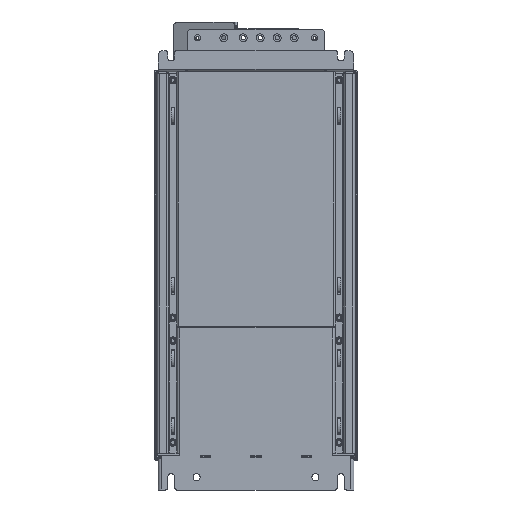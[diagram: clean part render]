
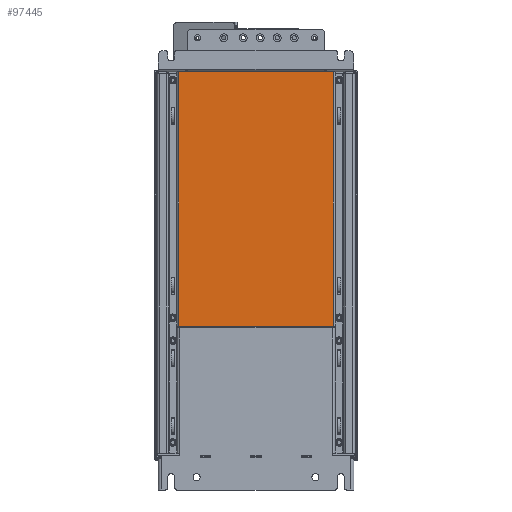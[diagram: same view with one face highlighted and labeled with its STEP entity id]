
A CAD part, front view. The second image highlights one B-rep face of the part: STEP entity #97445.
In plain terms, the highlighted planar face has unit normal (0, -1, 0).
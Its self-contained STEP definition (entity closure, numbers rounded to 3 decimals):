
#2001=DIRECTION('',(-1.,0.,0.));
#2002=VECTOR('',#2001,182.);
#2003=CARTESIAN_POINT('',(91.,0.,-74.));
#2004=LINE('',#2003,#2002);
#2005=DIRECTION('',(1.,0.,0.));
#2006=VECTOR('',#2005,182.);
#2007=CARTESIAN_POINT('',(-91.,0.,226.));
#2008=LINE('',#2007,#2006);
#2036=DIRECTION('',(0.,0.,1.));
#2037=VECTOR('',#2036,300.);
#2038=CARTESIAN_POINT('',(91.,0.,-74.));
#2039=LINE('',#2038,#2037);
#2076=DIRECTION('',(0.,0.,1.));
#2077=VECTOR('',#2076,300.);
#2078=CARTESIAN_POINT('',(-91.,0.,-74.));
#2079=LINE('',#2078,#2077);
#77578=CARTESIAN_POINT('',(91.,0.,-74.));
#77579=CARTESIAN_POINT('',(-91.,0.,-74.));
#77580=VERTEX_POINT('',#77578);
#77581=VERTEX_POINT('',#77579);
#77582=CARTESIAN_POINT('',(-91.,0.,226.));
#77583=VERTEX_POINT('',#77582);
#77584=CARTESIAN_POINT('',(91.,0.,226.));
#77585=VERTEX_POINT('',#77584);
#97430=CARTESIAN_POINT('',(93.,0.,226.));
#97431=DIRECTION('',(0.,-1.,0.));
#97432=DIRECTION('',(-1.,0.,0.));
#97433=AXIS2_PLACEMENT_3D('',#97430,#97431,#97432);
#97434=PLANE('',#97433);
#97436=ORIENTED_EDGE('',*,*,#97435,.T.);
#97438=ORIENTED_EDGE('',*,*,#97437,.T.);
#97440=ORIENTED_EDGE('',*,*,#97439,.T.);
#97442=ORIENTED_EDGE('',*,*,#97441,.F.);
#97443=EDGE_LOOP('',(#97436,#97438,#97440,#97442));
#97444=FACE_OUTER_BOUND('',#97443,.F.);
#97435=EDGE_CURVE('',#77580,#77581,#2004,.T.);
#97437=EDGE_CURVE('',#77581,#77583,#2079,.T.);
#97439=EDGE_CURVE('',#77583,#77585,#2008,.T.);
#97441=EDGE_CURVE('',#77580,#77585,#2039,.T.);
#97445=ADVANCED_FACE('',(#97444),#97434,.T.);
